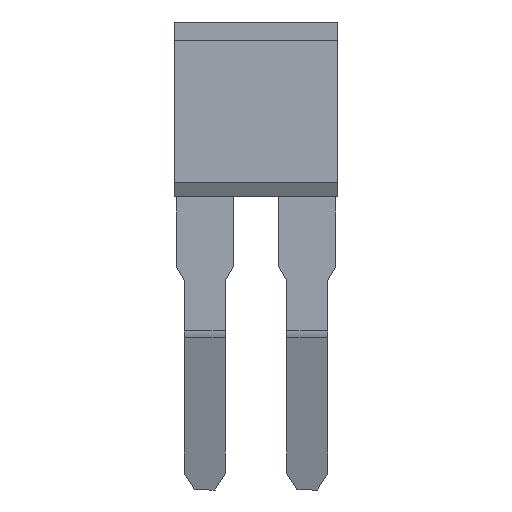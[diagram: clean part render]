
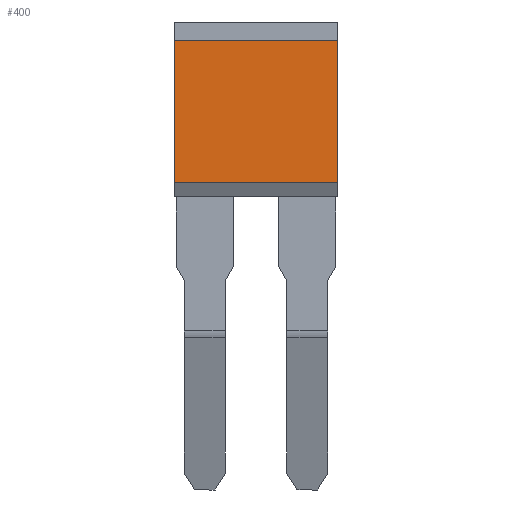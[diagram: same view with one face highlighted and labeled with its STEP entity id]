
A CAD part, top view. The second image highlights one B-rep face of the part: STEP entity #400.
In plain terms, the highlighted planar face has unit normal (0, 0, 1).
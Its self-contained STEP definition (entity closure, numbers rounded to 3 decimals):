
#8 = ORIENTED_EDGE ( 'NONE', *, *, #550, .T. ) ;
#47 = ORIENTED_EDGE ( 'NONE', *, *, #1238, .F. ) ;
#65 = DIRECTION ( 'NONE',  ( 0., -1., 0. ) ) ;
#111 = VERTEX_POINT ( 'NONE', #733 ) ;
#142 = DIRECTION ( 'NONE',  ( 0., -1., 0. ) ) ;
#156 = DIRECTION ( 'NONE',  ( 0., 0., 1. ) ) ;
#166 = CARTESIAN_POINT ( 'NONE',  ( -16.931, 15.841, 1.632 ) ) ;
#241 = EDGE_LOOP ( 'NONE', ( #47, #248, #1499, #8 ) ) ;
#248 = ORIENTED_EDGE ( 'NONE', *, *, #919, .F. ) ;
#265 = CARTESIAN_POINT ( 'NONE',  ( -0.09, 15.841, 1.632 ) ) ;
#400 = ADVANCED_FACE ( 'NONE', ( #515 ), #439, .T. ) ;
#439 = PLANE ( 'NONE',  #1860 ) ;
#470 = LINE ( 'NONE', #1281, #1124 ) ;
#515 = FACE_OUTER_BOUND ( 'NONE', #241, .T. ) ;
#550 = EDGE_CURVE ( 'NONE', #1198, #1397, #1739, .T. ) ;
#642 = VECTOR ( 'NONE', #874, 1000. ) ;
#689 = LINE ( 'NONE', #726, #642 ) ;
#726 = CARTESIAN_POINT ( 'NONE',  ( -8.09, 15.841, 1.632 ) ) ;
#733 = CARTESIAN_POINT ( 'NONE',  ( -8.09, 15.841, 1.632 ) ) ;
#782 = EDGE_CURVE ( 'NONE', #111, #1198, #689, .T. ) ;
#874 = DIRECTION ( 'NONE',  ( 0., -1., 0. ) ) ;
#919 = EDGE_CURVE ( 'NONE', #111, #1714, #470, .T. ) ;
#1020 = CARTESIAN_POINT ( 'NONE',  ( -0.09, 8.897, 1.632 ) ) ;
#1124 = VECTOR ( 'NONE', #1643, 1000. ) ;
#1198 = VERTEX_POINT ( 'NONE', #1854 ) ;
#1238 = EDGE_CURVE ( 'NONE', #1714, #1397, #1789, .T. ) ;
#1246 = CARTESIAN_POINT ( 'NONE',  ( -16.931, 8.897, 1.632 ) ) ;
#1281 = CARTESIAN_POINT ( 'NONE',  ( -16.931, 15.841, 1.632 ) ) ;
#1397 = VERTEX_POINT ( 'NONE', #1020 ) ;
#1499 = ORIENTED_EDGE ( 'NONE', *, *, #782, .T. ) ;
#1643 = DIRECTION ( 'NONE',  ( 1., 0., 0. ) ) ;
#1714 = VERTEX_POINT ( 'NONE', #265 ) ;
#1739 = LINE ( 'NONE', #1246, #1953 ) ;
#1766 = VECTOR ( 'NONE', #65, 1000. ) ;
#1771 = DIRECTION ( 'NONE',  ( 1., 0., 0. ) ) ;
#1789 = LINE ( 'NONE', #1922, #1766 ) ;
#1854 = CARTESIAN_POINT ( 'NONE',  ( -8.09, 8.897, 1.632 ) ) ;
#1860 = AXIS2_PLACEMENT_3D ( 'NONE', #166, #156, #142 ) ;
#1922 = CARTESIAN_POINT ( 'NONE',  ( -0.09, 15.841, 1.632 ) ) ;
#1953 = VECTOR ( 'NONE', #1771, 1000. ) ;
